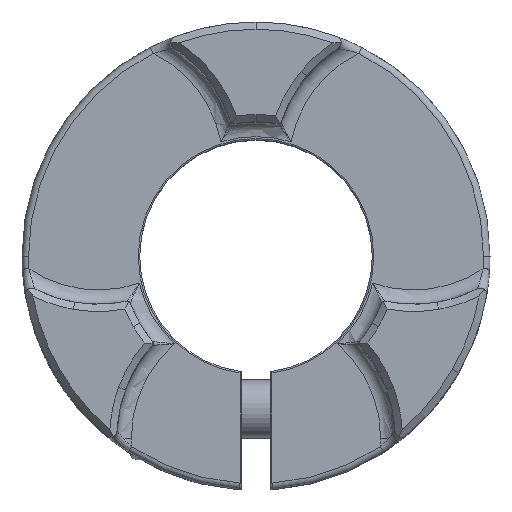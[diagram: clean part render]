
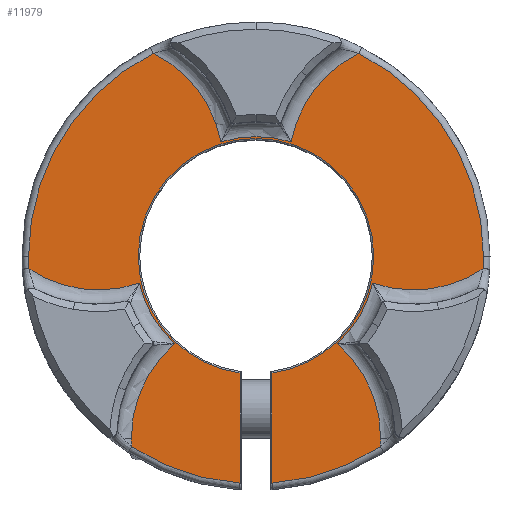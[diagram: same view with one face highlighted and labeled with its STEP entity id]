
A CAD part, top view. The second image highlights one B-rep face of the part: STEP entity #11979.
In plain terms, the highlighted planar face has unit normal (0, 0, 1).
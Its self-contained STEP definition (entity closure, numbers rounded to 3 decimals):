
#8631=CARTESIAN_POINT('',(-1.1,-8.025,10.4));
#8632=VERTEX_POINT('',#8631);
#9780=CARTESIAN_POINT('',(-1.1,-15.611,10.4));
#9781=VERTEX_POINT('',#9780);
#10025=CARTESIAN_POINT('',(1.1,-8.025,10.4));
#10026=VERTEX_POINT('',#10025);
#10069=CARTESIAN_POINT('',(-8.1,0.,10.4));
#10070=VERTEX_POINT('',#10069);
#10078=CARTESIAN_POINT('',(0.,0.,10.4));
#10079=DIRECTION('',(0.,0.,1.));
#10080=DIRECTION('',(1.,0.,-0.));
#10081=AXIS2_PLACEMENT_3D('',#10078,#10079,#10080);
#10082=CIRCLE('',#10081,8.1);
#10083=EDGE_CURVE('',#10070,#8632,#10082,.T.);
#11141=CARTESIAN_POINT('',(1.1,-15.611,10.4));
#11142=VERTEX_POINT('',#11141);
#11256=CARTESIAN_POINT('',(8.557,-13.103,10.4));
#11257=VERTEX_POINT('',#11256);
#11268=CARTESIAN_POINT('',(0.,0.,10.4));
#11269=DIRECTION('',(-0.,-0.,-1.));
#11270=DIRECTION('',(1.,0.,-0.));
#11271=AXIS2_PLACEMENT_3D('',#11268,#11269,#11270);
#11272=CIRCLE('',#11271,15.65);
#11273=EDGE_CURVE('',#11257,#11142,#11272,.T.);
#11800=CARTESIAN_POINT('',(0.,0.,10.4));
#11801=DIRECTION('',(0.,0.,1.));
#11802=DIRECTION('',(1.,0.,0.));
#11803=AXIS2_PLACEMENT_3D('',#11800,#11801,#11802);
#11804=PLANE('',#11803);
#11805=CARTESIAN_POINT('',(1.1,-115.613,10.4));
#11806=DIRECTION('',(-0.,1.,-0.));
#11807=VECTOR('',#11806,75.863);
#11808=LINE('',#11805,#11807);
#11809=EDGE_CURVE('',#11142,#10026,#11808,.T.);
#11810=ORIENTED_EDGE('',*,*,#11809,.F.);
#11811=ORIENTED_EDGE('',*,*,#11273,.F.);
#11812=CARTESIAN_POINT('',(8.577,-12.52,10.4));
#11813=VERTEX_POINT('',#11812);
#11814=CARTESIAN_POINT('',(-0.,-12.52,10.4));
#11815=DIRECTION('',(-0.,-0.,-1.));
#11816=DIRECTION('',(1.,0.,-0.));
#11817=AXIS2_PLACEMENT_3D('',#11814,#11815,#11816);
#11818=CIRCLE('',#11817,8.577);
#11819=EDGE_CURVE('',#11813,#11257,#11818,.T.);
#11820=ORIENTED_EDGE('',*,*,#11819,.F.);
#11821=CARTESIAN_POINT('',(5.604,-6.027,10.4));
#11822=VERTEX_POINT('',#11821);
#11823=CARTESIAN_POINT('',(-0.,-12.52,10.4));
#11824=DIRECTION('',(-0.,-0.,-1.));
#11825=DIRECTION('',(1.,0.,-0.));
#11826=AXIS2_PLACEMENT_3D('',#11823,#11824,#11825);
#11827=CIRCLE('',#11826,8.577);
#11828=EDGE_CURVE('',#11822,#11813,#11827,.T.);
#11829=ORIENTED_EDGE('',*,*,#11828,.F.);
#11830=CARTESIAN_POINT('',(8.022,-1.84,10.4));
#11831=VERTEX_POINT('',#11830);
#11832=CARTESIAN_POINT('',(0.,0.,10.4));
#11833=DIRECTION('',(-0.,-0.,-1.));
#11834=DIRECTION('',(1.,0.,-0.));
#11835=AXIS2_PLACEMENT_3D('',#11832,#11833,#11834);
#11836=CIRCLE('',#11835,8.23);
#11837=EDGE_CURVE('',#11831,#11822,#11836,.T.);
#11838=ORIENTED_EDGE('',*,*,#11837,.F.);
#11839=CARTESIAN_POINT('',(15.626,-0.859,10.4));
#11840=VERTEX_POINT('',#11839);
#11841=CARTESIAN_POINT('',(10.843,6.26,10.4));
#11842=DIRECTION('',(-0.,-0.,-1.));
#11843=DIRECTION('',(1.,0.,-0.));
#11844=AXIS2_PLACEMENT_3D('',#11841,#11842,#11843);
#11845=CIRCLE('',#11844,8.577);
#11846=EDGE_CURVE('',#11840,#11831,#11845,.T.);
#11847=ORIENTED_EDGE('',*,*,#11846,.F.);
#11848=CARTESIAN_POINT('',(15.65,0.,10.4));
#11849=VERTEX_POINT('',#11848);
#11850=CARTESIAN_POINT('',(0.,0.,10.4));
#11851=DIRECTION('',(-0.,-0.,-1.));
#11852=DIRECTION('',(1.,0.,-0.));
#11853=AXIS2_PLACEMENT_3D('',#11850,#11851,#11852);
#11854=CIRCLE('',#11853,15.65);
#11855=EDGE_CURVE('',#11849,#11840,#11854,.T.);
#11856=ORIENTED_EDGE('',*,*,#11855,.F.);
#11857=CARTESIAN_POINT('',(7.069,13.962,10.4));
#11858=VERTEX_POINT('',#11857);
#11859=CARTESIAN_POINT('',(0.,0.,10.4));
#11860=DIRECTION('',(-0.,-0.,-1.));
#11861=DIRECTION('',(1.,0.,-0.));
#11862=AXIS2_PLACEMENT_3D('',#11859,#11860,#11861);
#11863=CIRCLE('',#11862,15.65);
#11864=EDGE_CURVE('',#11858,#11849,#11863,.T.);
#11865=ORIENTED_EDGE('',*,*,#11864,.F.);
#11866=CARTESIAN_POINT('',(2.418,7.867,10.4));
#11867=VERTEX_POINT('',#11866);
#11868=CARTESIAN_POINT('',(10.843,6.26,10.4));
#11869=DIRECTION('',(-0.,-0.,-1.));
#11870=DIRECTION('',(1.,0.,-0.));
#11871=AXIS2_PLACEMENT_3D('',#11868,#11869,#11870);
#11872=CIRCLE('',#11871,8.577);
#11873=EDGE_CURVE('',#11867,#11858,#11872,.T.);
#11874=ORIENTED_EDGE('',*,*,#11873,.F.);
#11875=CARTESIAN_POINT('',(-2.418,7.867,10.4));
#11876=VERTEX_POINT('',#11875);
#11877=CARTESIAN_POINT('',(0.,0.,10.4));
#11878=DIRECTION('',(-0.,-0.,-1.));
#11879=DIRECTION('',(1.,0.,-0.));
#11880=AXIS2_PLACEMENT_3D('',#11877,#11878,#11879);
#11881=CIRCLE('',#11880,8.23);
#11882=EDGE_CURVE('',#11876,#11867,#11881,.T.);
#11883=ORIENTED_EDGE('',*,*,#11882,.F.);
#11884=CARTESIAN_POINT('',(-7.069,13.962,10.4));
#11885=VERTEX_POINT('',#11884);
#11886=CARTESIAN_POINT('',(-10.843,6.26,10.4));
#11887=DIRECTION('',(-0.,-0.,-1.));
#11888=DIRECTION('',(1.,0.,-0.));
#11889=AXIS2_PLACEMENT_3D('',#11886,#11887,#11888);
#11890=CIRCLE('',#11889,8.577);
#11891=EDGE_CURVE('',#11885,#11876,#11890,.T.);
#11892=ORIENTED_EDGE('',*,*,#11891,.F.);
#11893=CARTESIAN_POINT('',(-15.65,0.,10.4));
#11894=VERTEX_POINT('',#11893);
#11895=CARTESIAN_POINT('',(0.,0.,10.4));
#11896=DIRECTION('',(-0.,-0.,-1.));
#11897=DIRECTION('',(1.,0.,-0.));
#11898=AXIS2_PLACEMENT_3D('',#11895,#11896,#11897);
#11899=CIRCLE('',#11898,15.65);
#11900=EDGE_CURVE('',#11894,#11885,#11899,.T.);
#11901=ORIENTED_EDGE('',*,*,#11900,.F.);
#11902=CARTESIAN_POINT('',(-15.626,-0.859,10.4));
#11903=VERTEX_POINT('',#11902);
#11904=CARTESIAN_POINT('',(0.,0.,10.4));
#11905=DIRECTION('',(-0.,-0.,-1.));
#11906=DIRECTION('',(1.,0.,-0.));
#11907=AXIS2_PLACEMENT_3D('',#11904,#11905,#11906);
#11908=CIRCLE('',#11907,15.65);
#11909=EDGE_CURVE('',#11903,#11894,#11908,.T.);
#11910=ORIENTED_EDGE('',*,*,#11909,.F.);
#11911=CARTESIAN_POINT('',(-8.022,-1.84,10.4));
#11912=VERTEX_POINT('',#11911);
#11913=CARTESIAN_POINT('',(-10.843,6.26,10.4));
#11914=DIRECTION('',(-0.,-0.,-1.));
#11915=DIRECTION('',(1.,0.,-0.));
#11916=AXIS2_PLACEMENT_3D('',#11913,#11914,#11915);
#11917=CIRCLE('',#11916,8.577);
#11918=EDGE_CURVE('',#11912,#11903,#11917,.T.);
#11919=ORIENTED_EDGE('',*,*,#11918,.F.);
#11920=CARTESIAN_POINT('',(-5.604,-6.027,10.4));
#11921=VERTEX_POINT('',#11920);
#11922=CARTESIAN_POINT('',(0.,0.,10.4));
#11923=DIRECTION('',(-0.,-0.,-1.));
#11924=DIRECTION('',(1.,0.,-0.));
#11925=AXIS2_PLACEMENT_3D('',#11922,#11923,#11924);
#11926=CIRCLE('',#11925,8.23);
#11927=EDGE_CURVE('',#11921,#11912,#11926,.T.);
#11928=ORIENTED_EDGE('',*,*,#11927,.F.);
#11929=CARTESIAN_POINT('',(-8.577,-12.52,10.4));
#11930=VERTEX_POINT('',#11929);
#11931=CARTESIAN_POINT('',(-0.,-12.52,10.4));
#11932=DIRECTION('',(-0.,-0.,-1.));
#11933=DIRECTION('',(1.,0.,-0.));
#11934=AXIS2_PLACEMENT_3D('',#11931,#11932,#11933);
#11935=CIRCLE('',#11934,8.577);
#11936=EDGE_CURVE('',#11930,#11921,#11935,.T.);
#11937=ORIENTED_EDGE('',*,*,#11936,.F.);
#11938=CARTESIAN_POINT('',(-8.557,-13.103,10.4));
#11939=VERTEX_POINT('',#11938);
#11940=CARTESIAN_POINT('',(-0.,-12.52,10.4));
#11941=DIRECTION('',(-0.,-0.,-1.));
#11942=DIRECTION('',(1.,0.,-0.));
#11943=AXIS2_PLACEMENT_3D('',#11940,#11941,#11942);
#11944=CIRCLE('',#11943,8.577);
#11945=EDGE_CURVE('',#11939,#11930,#11944,.T.);
#11946=ORIENTED_EDGE('',*,*,#11945,.F.);
#11947=CARTESIAN_POINT('',(0.,0.,10.4));
#11948=DIRECTION('',(-0.,-0.,-1.));
#11949=DIRECTION('',(1.,0.,-0.));
#11950=AXIS2_PLACEMENT_3D('',#11947,#11948,#11949);
#11951=CIRCLE('',#11950,15.65);
#11952=EDGE_CURVE('',#9781,#11939,#11951,.T.);
#11953=ORIENTED_EDGE('',*,*,#11952,.F.);
#11954=CARTESIAN_POINT('',(-1.1,-39.75,10.4));
#11955=DIRECTION('',(-0.,-1.,-0.));
#11956=VECTOR('',#11955,75.863);
#11957=LINE('',#11954,#11956);
#11958=EDGE_CURVE('',#8632,#9781,#11957,.T.);
#11959=ORIENTED_EDGE('',*,*,#11958,.F.);
#11960=ORIENTED_EDGE('',*,*,#10083,.F.);
#11961=CARTESIAN_POINT('',(8.1,-0.,10.4));
#11962=VERTEX_POINT('',#11961);
#11963=CARTESIAN_POINT('',(0.,0.,10.4));
#11964=DIRECTION('',(0.,0.,1.));
#11965=DIRECTION('',(1.,0.,-0.));
#11966=AXIS2_PLACEMENT_3D('',#11963,#11964,#11965);
#11967=CIRCLE('',#11966,8.1);
#11968=EDGE_CURVE('',#11962,#10070,#11967,.T.);
#11969=ORIENTED_EDGE('',*,*,#11968,.F.);
#11970=CARTESIAN_POINT('',(0.,0.,10.4));
#11971=DIRECTION('',(0.,0.,1.));
#11972=DIRECTION('',(1.,0.,-0.));
#11973=AXIS2_PLACEMENT_3D('',#11970,#11971,#11972);
#11974=CIRCLE('',#11973,8.1);
#11975=EDGE_CURVE('',#10026,#11962,#11974,.T.);
#11976=ORIENTED_EDGE('',*,*,#11975,.F.);
#11977=EDGE_LOOP('',(#11810,#11811,#11820,#11829,#11838,#11847,#11856,#11865,#11874,#11883,#11892,#11901,#11910,#11919,#11928,#11937,#11946,#11953,#11959,#11960,#11969,#11976));
#11978=FACE_BOUND('',#11977,.T.);
#11979=ADVANCED_FACE('',(#11978),#11804,.T.);
